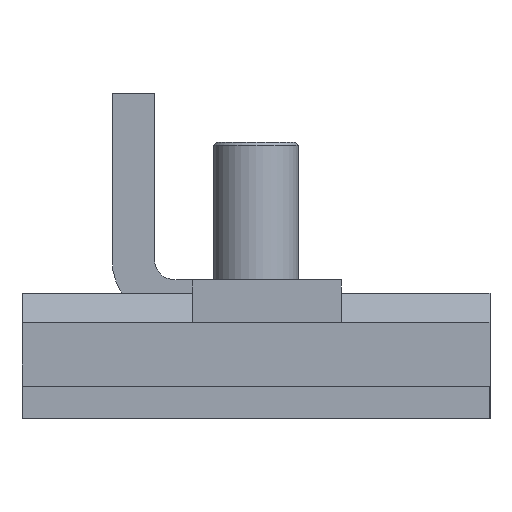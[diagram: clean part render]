
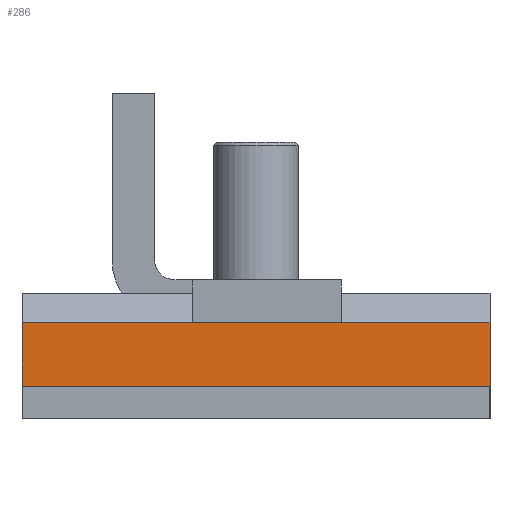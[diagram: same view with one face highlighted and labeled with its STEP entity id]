
A CAD part, left-side view. The second image highlights one B-rep face of the part: STEP entity #286.
In plain terms, the highlighted planar face has unit normal (-1, 0, 0).
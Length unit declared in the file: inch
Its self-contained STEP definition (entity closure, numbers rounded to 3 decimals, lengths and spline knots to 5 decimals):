
#63 = EDGE_CURVE ( 'NONE', #632, #857, #487, .T. ) ;
#107 = VECTOR ( 'NONE', #1354, 39.37008 ) ;
#286 = ADVANCED_FACE ( 'NONE', ( #1381 ), #1050, .F. ) ;
#287 = DIRECTION ( 'NONE',  ( 0., -1., 0. ) ) ;
#293 = CARTESIAN_POINT ( 'NONE',  ( -2.72685, 0.6875, 0.2825 ) ) ;
#309 = CARTESIAN_POINT ( 'NONE',  ( -2.72685, 0.6875, 0.095 ) ) ;
#418 = VECTOR ( 'NONE', #1109, 39.37008 ) ;
#436 = LINE ( 'NONE', #309, #2079 ) ;
#487 = LINE ( 'NONE', #1307, #1154 ) ;
#500 = VERTEX_POINT ( 'NONE', #793 ) ;
#632 = VERTEX_POINT ( 'NONE', #1081 ) ;
#707 = LINE ( 'NONE', #729, #107 ) ;
#729 = CARTESIAN_POINT ( 'NONE',  ( -2.72685, -0.6875, 0.23642 ) ) ;
#746 = CARTESIAN_POINT ( 'NONE',  ( -2.72685, 0.6875, 0.095 ) ) ;
#793 = CARTESIAN_POINT ( 'NONE',  ( -2.72685, -0.6875, 0.095 ) ) ;
#857 = VERTEX_POINT ( 'NONE', #1762 ) ;
#930 = EDGE_CURVE ( 'NONE', #632, #500, #436, .T. ) ;
#1028 = CARTESIAN_POINT ( 'NONE',  ( -2.72685, -0.6875, 0.2825 ) ) ;
#1050 = PLANE ( 'NONE',  #1638 ) ;
#1081 = CARTESIAN_POINT ( 'NONE',  ( -2.72685, 0.6875, 0.095 ) ) ;
#1109 = DIRECTION ( 'NONE',  ( 0., -1., 0. ) ) ;
#1154 = VECTOR ( 'NONE', #1948, 39.37008 ) ;
#1211 = DIRECTION ( 'NONE',  ( 1., 0., 0. ) ) ;
#1242 = EDGE_CURVE ( 'NONE', #500, #2027, #707, .T. ) ;
#1307 = CARTESIAN_POINT ( 'NONE',  ( -2.72685, 0.6875, 0.095 ) ) ;
#1354 = DIRECTION ( 'NONE',  ( 0., 0., 1. ) ) ;
#1381 = FACE_OUTER_BOUND ( 'NONE', #1740, .T. ) ;
#1427 = ORIENTED_EDGE ( 'NONE', *, *, #930, .T. ) ;
#1439 = ORIENTED_EDGE ( 'NONE', *, *, #63, .F. ) ;
#1522 = ORIENTED_EDGE ( 'NONE', *, *, #1242, .T. ) ;
#1575 = LINE ( 'NONE', #293, #418 ) ;
#1638 = AXIS2_PLACEMENT_3D ( 'NONE', #746, #1211, #2033 ) ;
#1656 = ORIENTED_EDGE ( 'NONE', *, *, #2055, .F. ) ;
#1740 = EDGE_LOOP ( 'NONE', ( #1656, #1439, #1427, #1522 ) ) ;
#1762 = CARTESIAN_POINT ( 'NONE',  ( -2.72685, 0.6875, 0.2825 ) ) ;
#1948 = DIRECTION ( 'NONE',  ( 0., 0., 1. ) ) ;
#2027 = VERTEX_POINT ( 'NONE', #1028 ) ;
#2033 = DIRECTION ( 'NONE',  ( 0., 0., 1. ) ) ;
#2055 = EDGE_CURVE ( 'NONE', #857, #2027, #1575, .T. ) ;
#2079 = VECTOR ( 'NONE', #287, 39.37008 ) ;
